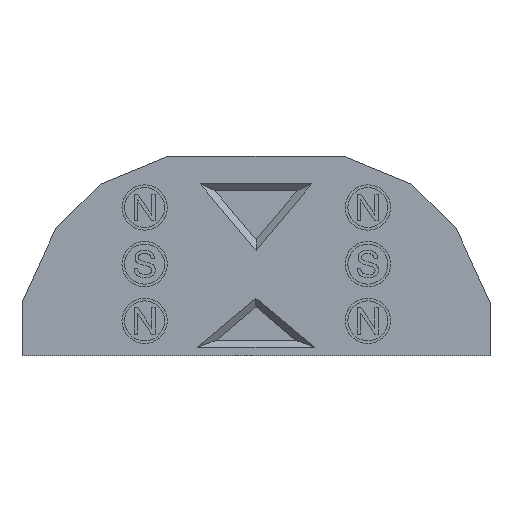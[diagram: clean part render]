
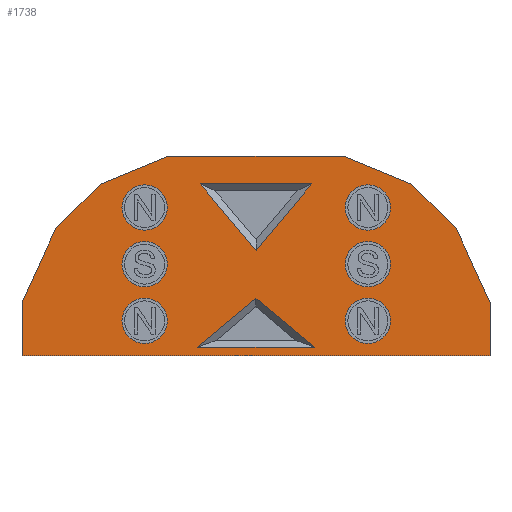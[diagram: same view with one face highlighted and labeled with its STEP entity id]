
A CAD part, left-side view. The second image highlights one B-rep face of the part: STEP entity #1738.
In plain terms, the highlighted planar face has unit normal (-1, 0, 0).
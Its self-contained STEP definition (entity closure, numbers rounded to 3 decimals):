
#45=FACE_BOUND('',#358,.T.);
#46=FACE_BOUND('',#359,.T.);
#47=FACE_BOUND('',#360,.T.);
#48=FACE_BOUND('',#361,.T.);
#49=FACE_BOUND('',#362,.T.);
#50=FACE_BOUND('',#363,.T.);
#51=FACE_BOUND('',#364,.T.);
#52=FACE_BOUND('',#365,.T.);
#63=CIRCLE('',#1802,1.699);
#65=CIRCLE('',#1806,1.699);
#67=CIRCLE('',#1810,1.699);
#69=CIRCLE('',#1814,1.699);
#71=CIRCLE('',#1818,1.699);
#73=CIRCLE('',#1822,1.699);
#260=FACE_OUTER_BOUND('',#357,.T.);
#357=EDGE_LOOP('',(#1454,#1455,#1456,#1457,#1458,#1459,#1460,#1461,#1462,
#1463));
#358=EDGE_LOOP('',(#1464));
#359=EDGE_LOOP('',(#1465));
#360=EDGE_LOOP('',(#1466));
#361=EDGE_LOOP('',(#1467));
#362=EDGE_LOOP('',(#1468));
#363=EDGE_LOOP('',(#1469));
#364=EDGE_LOOP('',(#1470,#1471,#1472));
#365=EDGE_LOOP('',(#1473,#1474,#1475));
#477=LINE('',#3102,#635);
#481=LINE('',#3110,#639);
#485=LINE('',#3116,#643);
#491=LINE('',#3130,#649);
#492=LINE('',#3132,#650);
#493=LINE('',#3134,#651);
#494=LINE('',#3136,#652);
#495=LINE('',#3138,#653);
#496=LINE('',#3140,#654);
#497=LINE('',#3142,#655);
#498=LINE('',#3144,#656);
#499=LINE('',#3146,#657);
#500=LINE('',#3147,#658);
#501=LINE('',#3150,#659);
#502=LINE('',#3152,#660);
#503=LINE('',#3153,#661);
#635=VECTOR('',#2040,10.);
#639=VECTOR('',#2046,10.);
#643=VECTOR('',#2052,10.);
#649=VECTOR('',#2064,10.);
#650=VECTOR('',#2065,10.);
#651=VECTOR('',#2066,10.);
#652=VECTOR('',#2067,10.);
#653=VECTOR('',#2068,10.);
#654=VECTOR('',#2069,10.);
#655=VECTOR('',#2070,10.);
#656=VECTOR('',#2071,10.);
#657=VECTOR('',#2072,10.);
#658=VECTOR('',#2073,10.);
#659=VECTOR('',#2074,10.);
#660=VECTOR('',#2075,10.);
#661=VECTOR('',#2076,10.);
#809=VERTEX_POINT('',#3058);
#811=VERTEX_POINT('',#3065);
#813=VERTEX_POINT('',#3072);
#815=VERTEX_POINT('',#3079);
#817=VERTEX_POINT('',#3086);
#819=VERTEX_POINT('',#3093);
#821=VERTEX_POINT('',#3100);
#822=VERTEX_POINT('',#3101);
#825=VERTEX_POINT('',#3109);
#830=VERTEX_POINT('',#3128);
#831=VERTEX_POINT('',#3129);
#832=VERTEX_POINT('',#3131);
#833=VERTEX_POINT('',#3133);
#834=VERTEX_POINT('',#3135);
#835=VERTEX_POINT('',#3137);
#836=VERTEX_POINT('',#3139);
#837=VERTEX_POINT('',#3141);
#838=VERTEX_POINT('',#3143);
#839=VERTEX_POINT('',#3145);
#840=VERTEX_POINT('',#3148);
#841=VERTEX_POINT('',#3149);
#842=VERTEX_POINT('',#3151);
#1020=EDGE_CURVE('',#809,#809,#63,.T.);
#1023=EDGE_CURVE('',#811,#811,#65,.T.);
#1026=EDGE_CURVE('',#813,#813,#67,.T.);
#1029=EDGE_CURVE('',#815,#815,#69,.T.);
#1032=EDGE_CURVE('',#817,#817,#71,.T.);
#1035=EDGE_CURVE('',#819,#819,#73,.T.);
#1038=EDGE_CURVE('',#821,#822,#477,.T.);
#1042=EDGE_CURVE('',#822,#825,#481,.T.);
#1046=EDGE_CURVE('',#825,#821,#485,.T.);
#1052=EDGE_CURVE('',#830,#831,#491,.T.);
#1053=EDGE_CURVE('',#832,#830,#492,.T.);
#1054=EDGE_CURVE('',#833,#832,#493,.T.);
#1055=EDGE_CURVE('',#834,#833,#494,.T.);
#1056=EDGE_CURVE('',#835,#834,#495,.T.);
#1057=EDGE_CURVE('',#836,#835,#496,.T.);
#1058=EDGE_CURVE('',#837,#836,#497,.T.);
#1059=EDGE_CURVE('',#838,#837,#498,.T.);
#1060=EDGE_CURVE('',#839,#838,#499,.T.);
#1061=EDGE_CURVE('',#831,#839,#500,.T.);
#1062=EDGE_CURVE('',#840,#841,#501,.T.);
#1063=EDGE_CURVE('',#841,#842,#502,.T.);
#1064=EDGE_CURVE('',#840,#842,#503,.T.);
#1454=ORIENTED_EDGE('',*,*,#1052,.F.);
#1455=ORIENTED_EDGE('',*,*,#1053,.F.);
#1456=ORIENTED_EDGE('',*,*,#1054,.F.);
#1457=ORIENTED_EDGE('',*,*,#1055,.F.);
#1458=ORIENTED_EDGE('',*,*,#1056,.F.);
#1459=ORIENTED_EDGE('',*,*,#1057,.F.);
#1460=ORIENTED_EDGE('',*,*,#1058,.F.);
#1461=ORIENTED_EDGE('',*,*,#1059,.F.);
#1462=ORIENTED_EDGE('',*,*,#1060,.F.);
#1463=ORIENTED_EDGE('',*,*,#1061,.F.);
#1464=ORIENTED_EDGE('',*,*,#1020,.T.);
#1465=ORIENTED_EDGE('',*,*,#1023,.T.);
#1466=ORIENTED_EDGE('',*,*,#1026,.T.);
#1467=ORIENTED_EDGE('',*,*,#1029,.T.);
#1468=ORIENTED_EDGE('',*,*,#1032,.T.);
#1469=ORIENTED_EDGE('',*,*,#1035,.T.);
#1470=ORIENTED_EDGE('',*,*,#1062,.T.);
#1471=ORIENTED_EDGE('',*,*,#1063,.T.);
#1472=ORIENTED_EDGE('',*,*,#1064,.F.);
#1473=ORIENTED_EDGE('',*,*,#1038,.F.);
#1474=ORIENTED_EDGE('',*,*,#1046,.F.);
#1475=ORIENTED_EDGE('',*,*,#1042,.F.);
#1647=PLANE('',#1830);
#1738=ADVANCED_FACE('',(#260,#45,#46,#47,#48,#49,#50,#51,#52),#1647,.F.);
#1802=AXIS2_PLACEMENT_3D('',#3059,#1986,#1987);
#1806=AXIS2_PLACEMENT_3D('',#3066,#1995,#1996);
#1810=AXIS2_PLACEMENT_3D('',#3073,#2004,#2005);
#1814=AXIS2_PLACEMENT_3D('',#3080,#2013,#2014);
#1818=AXIS2_PLACEMENT_3D('',#3087,#2022,#2023);
#1822=AXIS2_PLACEMENT_3D('',#3094,#2031,#2032);
#1830=AXIS2_PLACEMENT_3D('',#3127,#2062,#2063);
#1986=DIRECTION('center_axis',(1.,0.,0.));
#1987=DIRECTION('ref_axis',(0.,-1.,0.));
#1995=DIRECTION('center_axis',(1.,0.,0.));
#1996=DIRECTION('ref_axis',(0.,-1.,0.));
#2004=DIRECTION('center_axis',(1.,0.,0.));
#2005=DIRECTION('ref_axis',(0.,-1.,0.));
#2013=DIRECTION('center_axis',(1.,0.,0.));
#2014=DIRECTION('ref_axis',(0.,-1.,0.));
#2022=DIRECTION('center_axis',(1.,0.,0.));
#2023=DIRECTION('ref_axis',(0.,-1.,0.));
#2031=DIRECTION('center_axis',(1.,0.,0.));
#2032=DIRECTION('ref_axis',(0.,-1.,0.));
#2040=DIRECTION('',(0.,-1.,0.));
#2046=DIRECTION('',(0.,0.768,0.641));
#2052=DIRECTION('',(0.,0.768,-0.641));
#2062=DIRECTION('center_axis',(1.,0.,0.));
#2063=DIRECTION('ref_axis',(0.,0.,-1.));
#2064=DIRECTION('',(0.,-1.,0.));
#2065=DIRECTION('',(0.,-0.924,0.382));
#2066=DIRECTION('',(0.,-0.708,0.706));
#2067=DIRECTION('',(0.,-0.414,0.91));
#2068=DIRECTION('',(0.,0.,1.));
#2069=DIRECTION('',(0.,1.,0.));
#2070=DIRECTION('',(0.,0.,-1.));
#2071=DIRECTION('',(0.,-0.414,-0.91));
#2072=DIRECTION('',(0.,-0.708,-0.706));
#2073=DIRECTION('',(0.,-0.924,-0.382));
#2074=DIRECTION('',(0.,-1.,0.));
#2075=DIRECTION('',(0.,0.642,-0.767));
#2076=DIRECTION('',(0.,-0.642,-0.767));
#3058=CARTESIAN_POINT('',(20.98,-198.385,-118.525));
#3059=CARTESIAN_POINT('Origin',(20.98,-200.084,-118.525));
#3065=CARTESIAN_POINT('',(20.98,-215.135,-127.025));
#3066=CARTESIAN_POINT('Origin',(20.98,-216.834,-127.025));
#3072=CARTESIAN_POINT('',(20.98,-198.385,-122.775));
#3073=CARTESIAN_POINT('Origin',(20.98,-200.084,-122.775));
#3079=CARTESIAN_POINT('',(20.98,-215.135,-118.525));
#3080=CARTESIAN_POINT('Origin',(20.98,-216.834,-118.525));
#3086=CARTESIAN_POINT('',(20.98,-215.135,-122.775));
#3087=CARTESIAN_POINT('Origin',(20.98,-216.834,-122.775));
#3093=CARTESIAN_POINT('',(20.98,-198.385,-127.025));
#3094=CARTESIAN_POINT('Origin',(20.98,-200.084,-127.025));
#3100=CARTESIAN_POINT('',(20.98,-204.067,-129.));
#3101=CARTESIAN_POINT('',(20.98,-212.816,-129.));
#3102=CARTESIAN_POINT('',(20.98,-217.689,-129.));
#3109=CARTESIAN_POINT('',(20.98,-208.441,-125.349));
#3110=CARTESIAN_POINT('',(20.98,-213.738,-129.77));
#3116=CARTESIAN_POINT('',(20.98,-210.782,-123.395));
#3127=CARTESIAN_POINT('Origin',(20.98,-223.941,-127.662));
#3128=CARTESIAN_POINT('',(20.98,-201.882,-114.662));
#3129=CARTESIAN_POINT('',(20.98,-215.,-114.662));
#3130=CARTESIAN_POINT('',(20.98,-223.781,-114.662));
#3131=CARTESIAN_POINT('',(20.98,-196.757,-116.78));
#3132=CARTESIAN_POINT('',(20.98,-207.729,-112.247));
#3133=CARTESIAN_POINT('',(20.98,-193.4,-120.124));
#3134=CARTESIAN_POINT('',(20.98,-200.55,-113.001));
#3135=CARTESIAN_POINT('',(20.98,-190.882,-125.662));
#3136=CARTESIAN_POINT('',(20.98,-194.586,-117.514));
#3137=CARTESIAN_POINT('',(20.98,-190.882,-129.662));
#3138=CARTESIAN_POINT('',(20.98,-190.882,-127.662));
#3139=CARTESIAN_POINT('',(20.98,-226.,-129.662));
#3140=CARTESIAN_POINT('',(20.98,-219.391,-129.662));
#3141=CARTESIAN_POINT('',(20.98,-226.,-125.662));
#3142=CARTESIAN_POINT('',(20.98,-226.,-127.662));
#3143=CARTESIAN_POINT('',(20.98,-223.483,-120.124));
#3144=CARTESIAN_POINT('',(20.98,-224.95,-123.353));
#3145=CARTESIAN_POINT('',(20.98,-220.125,-116.78));
#3146=CARTESIAN_POINT('',(20.98,-224.112,-120.751));
#3147=CARTESIAN_POINT('',(20.98,-222.394,-117.717));
#3148=CARTESIAN_POINT('',(20.98,-204.257,-116.754));
#3149=CARTESIAN_POINT('',(20.98,-212.625,-116.754));
#3150=CARTESIAN_POINT('',(20.98,-214.889,-116.754));
#3151=CARTESIAN_POINT('',(20.98,-208.441,-121.754));
#3152=CARTESIAN_POINT('',(20.98,-212.117,-117.361));
#3153=CARTESIAN_POINT('',(20.98,-212.789,-126.949));
